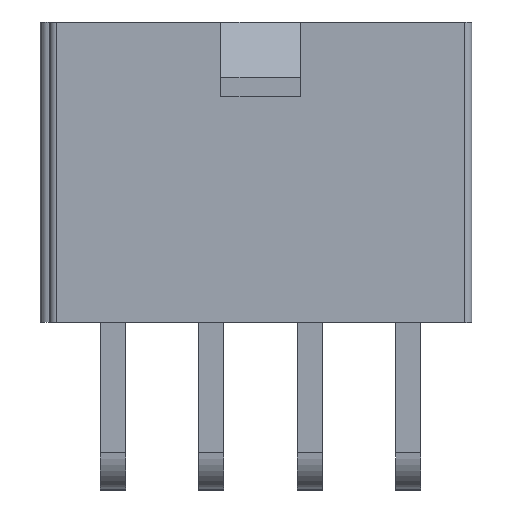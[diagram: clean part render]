
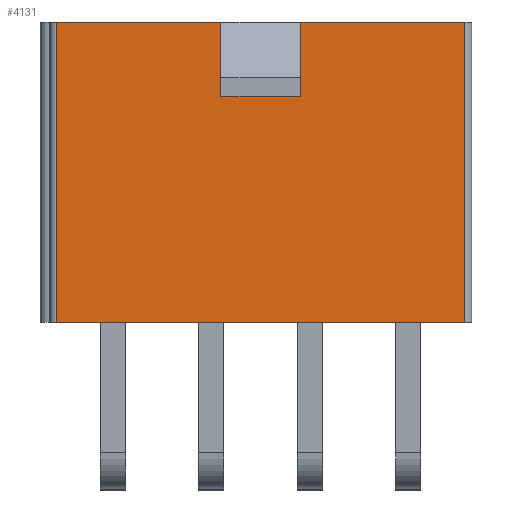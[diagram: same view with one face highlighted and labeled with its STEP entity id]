
A CAD part, top view. The second image highlights one B-rep face of the part: STEP entity #4131.
In plain terms, the highlighted planar face has unit normal (0, 0, 1).
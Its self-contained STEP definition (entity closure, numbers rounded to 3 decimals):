
#3583=CARTESIAN_POINT('',(8.7,16.65,10.));
#3584=VERTEX_POINT('',#3583);
#3585=CARTESIAN_POINT('',(1.7,16.65,10.));
#3586=VERTEX_POINT('',#3585);
#3587=CARTESIAN_POINT('',(8.7,16.65,10.));
#3588=DIRECTION('',(-1.0,0.0,0.0));
#3589=VECTOR('',#3588,7.);
#3590=LINE('',#3587,#3589);
#3591=EDGE_CURVE('',#3584,#3586,#3590,.T.);
#3661=CARTESIAN_POINT('',(-8.7,16.65,10.));
#3662=VERTEX_POINT('',#3661);
#3670=CARTESIAN_POINT('',(-1.7,16.65,10.));
#3671=VERTEX_POINT('',#3670);
#3672=CARTESIAN_POINT('',(-1.7,16.65,10.));
#3673=DIRECTION('',(-1.0,0.0,0.0));
#3674=VECTOR('',#3673,7.);
#3675=LINE('',#3672,#3674);
#3676=EDGE_CURVE('',#3671,#3662,#3675,.T.);
#4068=CARTESIAN_POINT('',(1.7,13.6,10.));
#4069=VERTEX_POINT('',#4068);
#4076=CARTESIAN_POINT('',(1.7,16.65,10.));
#4077=DIRECTION('',(0.0,-1.0,0.0));
#4078=VECTOR('',#4077,3.05);
#4079=LINE('',#4076,#4078);
#4080=EDGE_CURVE('',#3586,#4069,#4079,.T.);
#4085=CARTESIAN_POINT('',(9.57,17.29,10.));
#4086=DIRECTION('',(0.0,0.0,1.0));
#4087=DIRECTION('',(0.0,1.0,0.0));
#4088=AXIS2_PLACEMENT_3D('',#4085,#4086,#4087);
#4089=PLANE('',#4088);
#4090=CARTESIAN_POINT('',(-1.7,13.6,10.));
#4091=VERTEX_POINT('',#4090);
#4092=CARTESIAN_POINT('',(1.7,13.6,10.));
#4093=DIRECTION('',(-1.0,0.0,0.0));
#4094=VECTOR('',#4093,3.4);
#4095=LINE('',#4092,#4094);
#4096=EDGE_CURVE('',#4069,#4091,#4095,.T.);
#4097=ORIENTED_EDGE('',*,*,#4096,.T.);
#4098=CARTESIAN_POINT('',(-1.7,16.65,10.));
#4099=DIRECTION('',(0.0,-1.0,0.0));
#4100=VECTOR('',#4099,3.05);
#4101=LINE('',#4098,#4100);
#4102=EDGE_CURVE('',#3671,#4091,#4101,.T.);
#4103=ORIENTED_EDGE('',*,*,#4102,.F.);
#4104=ORIENTED_EDGE('',*,*,#3676,.T.);
#4105=CARTESIAN_POINT('',(-8.7,3.85,10.));
#4106=VERTEX_POINT('',#4105);
#4107=CARTESIAN_POINT('',(-8.7,3.85,10.));
#4108=DIRECTION('',(0.0,1.0,0.0));
#4109=VECTOR('',#4108,12.8);
#4110=LINE('',#4107,#4109);
#4111=EDGE_CURVE('',#4106,#3662,#4110,.T.);
#4112=ORIENTED_EDGE('',*,*,#4111,.F.);
#4113=CARTESIAN_POINT('',(8.7,3.85,10.));
#4114=VERTEX_POINT('',#4113);
#4115=CARTESIAN_POINT('',(8.7,3.85,10.));
#4116=DIRECTION('',(-1.0,0.0,0.0));
#4117=VECTOR('',#4116,17.4);
#4118=LINE('',#4115,#4117);
#4119=EDGE_CURVE('',#4114,#4106,#4118,.T.);
#4120=ORIENTED_EDGE('',*,*,#4119,.F.);
#4121=CARTESIAN_POINT('',(8.7,3.85,10.));
#4122=DIRECTION('',(0.0,1.0,0.0));
#4123=VECTOR('',#4122,12.8);
#4124=LINE('',#4121,#4123);
#4125=EDGE_CURVE('',#4114,#3584,#4124,.T.);
#4126=ORIENTED_EDGE('',*,*,#4125,.T.);
#4127=ORIENTED_EDGE('',*,*,#3591,.T.);
#4128=ORIENTED_EDGE('',*,*,#4080,.T.);
#4129=EDGE_LOOP('',(#4097,#4103,#4104,#4112,#4120,#4126,#4127,#4128));
#4130=FACE_OUTER_BOUND('',#4129,.T.);
#4131=ADVANCED_FACE('',(#4130),#4089,.T.);
